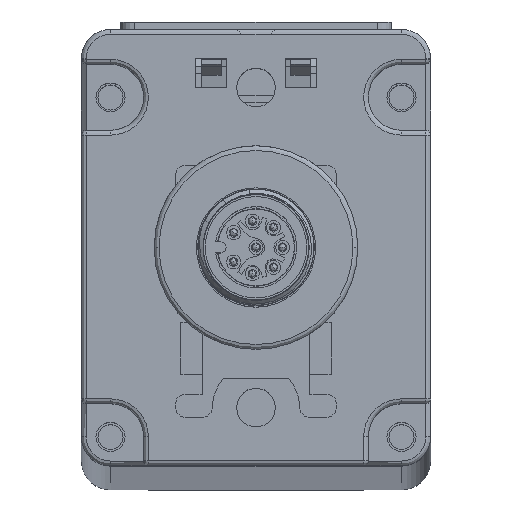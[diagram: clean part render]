
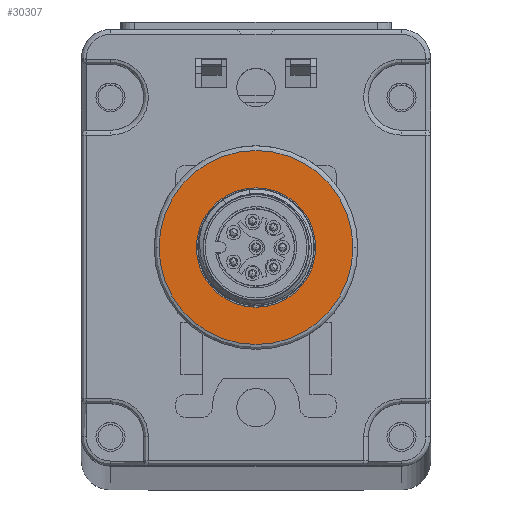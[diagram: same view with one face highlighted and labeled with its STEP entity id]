
A CAD part, top view. The second image highlights one B-rep face of the part: STEP entity #30307.
In plain terms, the highlighted planar face has unit normal (0, 0, 1).
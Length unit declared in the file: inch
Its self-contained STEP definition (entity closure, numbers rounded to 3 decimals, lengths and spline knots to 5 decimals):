
#11079=CARTESIAN_POINT('',(0.,0.88583,0.15748));
#11080=DIRECTION('',(0.,0.,1.));
#11081=DIRECTION('',(1.,0.,0.));
#11082=AXIS2_PLACEMENT_3D('',#11079,#11080,#11081);
#11094=CARTESIAN_POINT('',(0.,0.88583,0.15748));
#11095=DIRECTION('',(0.,0.,1.));
#11096=DIRECTION('',(1.,0.,0.));
#11097=AXIS2_PLACEMENT_3D('',#11094,#11095,#11096);
#11099=CARTESIAN_POINT('',(0.,0.88583,0.15748));
#11100=DIRECTION('',(0.,0.,1.));
#11101=DIRECTION('',(-1.,0.,0.));
#11102=AXIS2_PLACEMENT_3D('',#11099,#11100,#11101);
#11104=CARTESIAN_POINT('',(0.,0.88583,0.15748));
#11105=DIRECTION('',(0.,0.,1.));
#11106=DIRECTION('',(-1.,0.,0.));
#11107=AXIS2_PLACEMENT_3D('',#11104,#11105,#11106);
#14130=CARTESIAN_POINT('',(0.24213,0.88583,
0.15748));
#14131=CARTESIAN_POINT('',(-0.24213,0.88583,
0.15748));
#14132=VERTEX_POINT('',#14130);
#14133=VERTEX_POINT('',#14131);
#14430=CARTESIAN_POINT('',(0.3937,0.88583,
0.15748));
#14431=CARTESIAN_POINT('',(-0.3937,0.88583,
0.15748));
#14432=VERTEX_POINT('',#14430);
#14433=VERTEX_POINT('',#14431);
#30291=CARTESIAN_POINT('',(0.,0.,0.15748));
#30292=DIRECTION('',(0.,0.,1.));
#30293=DIRECTION('',(1.,0.,0.));
#30294=AXIS2_PLACEMENT_3D('',#30291,#30292,#30293);
#30295=PLANE('',#30294);
#30296=ORIENTED_EDGE('',*,*,#30281,.F.);
#30298=ORIENTED_EDGE('',*,*,#30297,.F.);
#30299=EDGE_LOOP('',(#30296,#30298));
#30300=FACE_OUTER_BOUND('',#30299,.F.);
#30302=ORIENTED_EDGE('',*,*,#30301,.T.);
#30304=ORIENTED_EDGE('',*,*,#30303,.T.);
#30305=EDGE_LOOP('',(#30302,#30304));
#30306=FACE_BOUND('',#30305,.F.);
#30307=ADVANCED_FACE('',(#30300,#30306),#30295,.T.);
#11083=CIRCLE('',#11082,0.3937);
#11098=CIRCLE('',#11097,0.24213);
#11103=CIRCLE('',#11102,0.24213);
#11108=CIRCLE('',#11107,0.3937);
#30281=EDGE_CURVE('',#14432,#14433,#11083,.T.);
#30297=EDGE_CURVE('',#14433,#14432,#11108,.T.);
#30301=EDGE_CURVE('',#14132,#14133,#11098,.T.);
#30303=EDGE_CURVE('',#14133,#14132,#11103,.T.);
